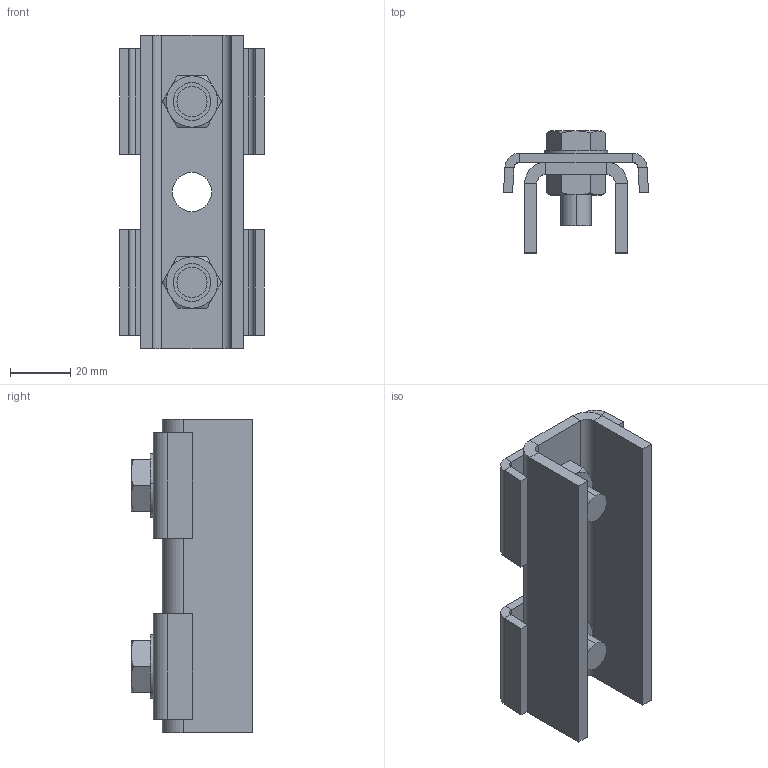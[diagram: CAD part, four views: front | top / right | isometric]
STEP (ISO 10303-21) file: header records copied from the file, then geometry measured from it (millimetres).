
FILE_DESCRIPTION (( 'STEP AP214' ), '1' );
FILE_NAME ('1123121.STEP', '2026-02-11T11:45:31', ( '' ), ( '' ), 'SwSTEP 2.0', 'SolidWorks 2024', '' );
FILE_SCHEMA (( 'AUTOMOTIVE_DESIGN' ));
Length unit declared in the file: millimetre
Products named in the file (7): 018102_DIN 137-B10-FSt; 055759_wand opt; 055760_104; 018062_DIN 929-M10-N; 1123121; 049699_Standard; 012162_ISO 4017 - M10 x 25
Assembly tree (10 placements, depth 3):
  1123121
    055760_104
      055759_wand opt
      018062_DIN 929-M10-N  x2
    049699_Standard  x2
    018102_DIN 137-B10-FSt  x2
    012162_ISO 4017 - M10 x 25  x2
Bounding box: 48.04 x 40.4 x 104 mm (x, y, z)
Volume: 55647.9 mm3; surface area: 34771.2 mm2
Topology: 9 solids, 9 shells, 190 faces, 414 edges, 248 vertices
Faces by surface type: plane 108, cylinder 50, cone 32
Entity records: 3287 total; most frequent: CARTESIAN_POINT 643, DIRECTION 534, ORIENTED_EDGE 476, EDGE_CURVE 238, AXIS2_PLACEMENT_3D 197, VERTEX_POINT 142, LINE 140, VECTOR 140
